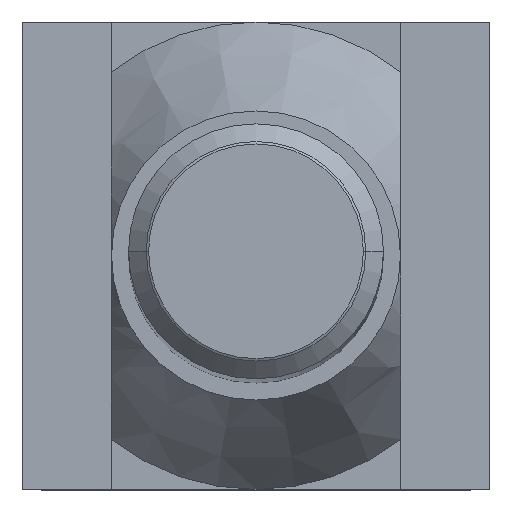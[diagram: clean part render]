
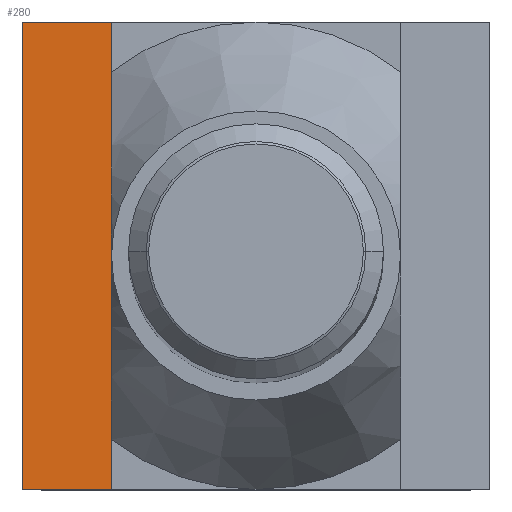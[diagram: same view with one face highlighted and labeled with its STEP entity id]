
A CAD part, top view. The second image highlights one B-rep face of the part: STEP entity #280.
In plain terms, the highlighted planar face has unit normal (0, 0, 1).
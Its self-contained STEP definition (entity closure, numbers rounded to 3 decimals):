
#150=EDGE_CURVE('',#268,#336,#407,.T.);
#214=EDGE_CURVE('',#268,#220,#477,.T.);
#220=VERTEX_POINT('',#484);
#224=EDGE_CURVE('',#248,#220,#488,.T.);
#230=EDGE_CURVE('',#336,#248,#495,.T.);
#248=VERTEX_POINT('',#515);
#268=VERTEX_POINT('',#536);
#280=ADVANCED_FACE('',(#551),#552,.T.);
#336=VERTEX_POINT('',#615);
#407=LINE('',#681,#682);
#477=LINE('',#786,#787);
#484=CARTESIAN_POINT('',(-6.8,-11.0,0.0));
#488=LINE('',#800,#801);
#495=LINE('',#810,#811);
#515=CARTESIAN_POINT('',(-11.0,-11.0,0.0));
#536=CARTESIAN_POINT('',(-6.8,11.0,0.0));
#551=FACE_OUTER_BOUND('',#906,.T.);
#552=PLANE('',#907);
#615=CARTESIAN_POINT('',(-11.0,11.0,0.0));
#681=CARTESIAN_POINT('',(-6.8,11.0,0.0));
#682=VECTOR('',#1081,1.0);
#786=CARTESIAN_POINT('',(-6.8,0.,0.0));
#787=VECTOR('',#1160,1.0);
#800=CARTESIAN_POINT('',(-6.8,-11.0,0.0));
#801=VECTOR('',#1172,1.0);
#810=CARTESIAN_POINT('',(-11.0,0.,0.0));
#811=VECTOR('',#1184,1.0);
#906=EDGE_LOOP('',(#1244,#1245,#1246,#1247));
#907=AXIS2_PLACEMENT_3D('',#1248,#1249,#1250);
#1081=DIRECTION('',(-1.0,0.0,0.0));
#1160=DIRECTION('',(0.0,-1.0,0.));
#1172=DIRECTION('',(1.0,0.0,0.0));
#1184=DIRECTION('',(0.0,-1.0,0.));
#1244=ORIENTED_EDGE('',*,*,#224,.T.);
#1245=ORIENTED_EDGE('',*,*,#214,.F.);
#1246=ORIENTED_EDGE('',*,*,#150,.T.);
#1247=ORIENTED_EDGE('',*,*,#230,.T.);
#1248=CARTESIAN_POINT('',(-11.0,0.,0.0));
#1249=DIRECTION('',(0.0,0.,1.0));
#1250=DIRECTION('',(0.0,-1.0,0.));
